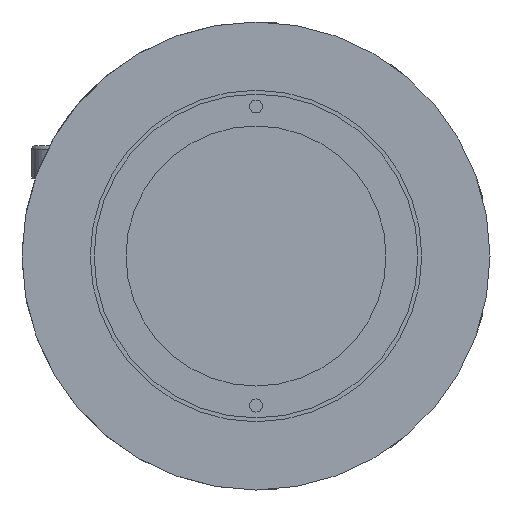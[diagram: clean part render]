
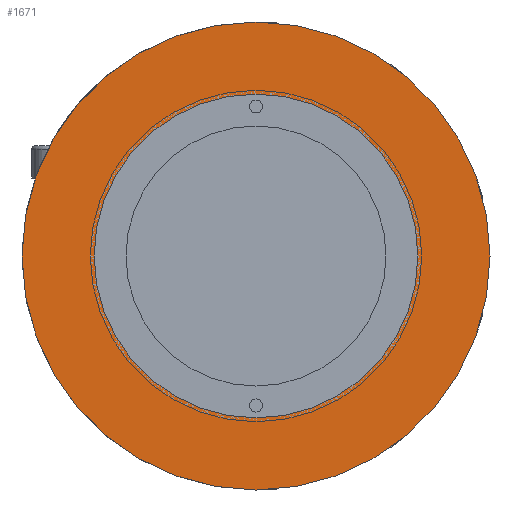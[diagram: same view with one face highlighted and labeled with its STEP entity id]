
A CAD part, left-side view. The second image highlights one B-rep face of the part: STEP entity #1671.
In plain terms, the highlighted planar face has unit normal (-1, 0, 0).
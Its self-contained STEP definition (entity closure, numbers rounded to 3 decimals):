
#179 = EDGE_CURVE ( 'NONE', #1348, #2545, #374, .T. ) ;
#356 = AXIS2_PLACEMENT_3D ( 'NONE', #745, #734, #723 ) ;
#362 = AXIS2_PLACEMENT_3D ( 'NONE', #1384, #1155, #1147 ) ;
#374 = CIRCLE ( 'NONE', #765, 18. ) ;
#396 = AXIS2_PLACEMENT_3D ( 'NONE', #2018, #1996, #1977 ) ;
#454 = EDGE_CURVE ( 'NONE', #2545, #1348, #1436, .T. ) ;
#471 = EDGE_CURVE ( 'NONE', #1672, #2445, #943, .T. ) ;
#491 = EDGE_CURVE ( 'NONE', #2445, #1672, #2542, .T. ) ;
#500 = EDGE_LOOP ( 'NONE', ( #1692, #2148 ) ) ;
#506 = CARTESIAN_POINT ( 'NONE',  ( 0., 0., -18. ) ) ;
#697 = ORIENTED_EDGE ( 'NONE', *, *, #471, .F. ) ;
#723 = DIRECTION ( 'NONE',  ( 0., 0., 1. ) ) ;
#734 = DIRECTION ( 'NONE',  ( -1., 0., 0. ) ) ;
#745 = CARTESIAN_POINT ( 'NONE',  ( 0., 0., 0. ) ) ;
#765 = AXIS2_PLACEMENT_3D ( 'NONE', #2137, #2120, #2079 ) ;
#943 = CIRCLE ( 'NONE', #362, 12.45 ) ;
#1147 = DIRECTION ( 'NONE',  ( 0., 0., 1. ) ) ;
#1155 = DIRECTION ( 'NONE',  ( -1., 0., 0. ) ) ;
#1171 = FACE_OUTER_BOUND ( 'NONE', #500, .T. ) ;
#1342 = EDGE_LOOP ( 'NONE', ( #697, #2251 ) ) ;
#1348 = VERTEX_POINT ( 'NONE', #1625 ) ;
#1384 = CARTESIAN_POINT ( 'NONE',  ( 0., 0., 0. ) ) ;
#1436 = CIRCLE ( 'NONE', #396, 18. ) ;
#1583 = CARTESIAN_POINT ( 'NONE',  ( 0., 18., 0. ) ) ;
#1625 = CARTESIAN_POINT ( 'NONE',  ( 0., 0., 18. ) ) ;
#1671 = ADVANCED_FACE ( 'NONE', ( #2282, #1171 ), #1786, .F. ) ;
#1672 = VERTEX_POINT ( 'NONE', #2206 ) ;
#1692 = ORIENTED_EDGE ( 'NONE', *, *, #179, .T. ) ;
#1773 = AXIS2_PLACEMENT_3D ( 'NONE', #1583, #2611, #1999 ) ;
#1786 = PLANE ( 'NONE',  #1773 ) ;
#1977 = DIRECTION ( 'NONE',  ( 0., 0., 1. ) ) ;
#1996 = DIRECTION ( 'NONE',  ( -1., 0., 0. ) ) ;
#1999 = DIRECTION ( 'NONE',  ( 0., 0., -1. ) ) ;
#2018 = CARTESIAN_POINT ( 'NONE',  ( 0., 0., 0. ) ) ;
#2079 = DIRECTION ( 'NONE',  ( 0., 0., 1. ) ) ;
#2120 = DIRECTION ( 'NONE',  ( -1., 0., 0. ) ) ;
#2137 = CARTESIAN_POINT ( 'NONE',  ( 0., 0., 0. ) ) ;
#2148 = ORIENTED_EDGE ( 'NONE', *, *, #454, .T. ) ;
#2206 = CARTESIAN_POINT ( 'NONE',  ( 0., 0., 12.45 ) ) ;
#2251 = ORIENTED_EDGE ( 'NONE', *, *, #491, .F. ) ;
#2282 = FACE_BOUND ( 'NONE', #1342, .T. ) ;
#2445 = VERTEX_POINT ( 'NONE', #2582 ) ;
#2542 = CIRCLE ( 'NONE', #356, 12.45 ) ;
#2545 = VERTEX_POINT ( 'NONE', #506 ) ;
#2582 = CARTESIAN_POINT ( 'NONE',  ( 0., 0., -12.45 ) ) ;
#2611 = DIRECTION ( 'NONE',  ( 1., 0., 0. ) ) ;
